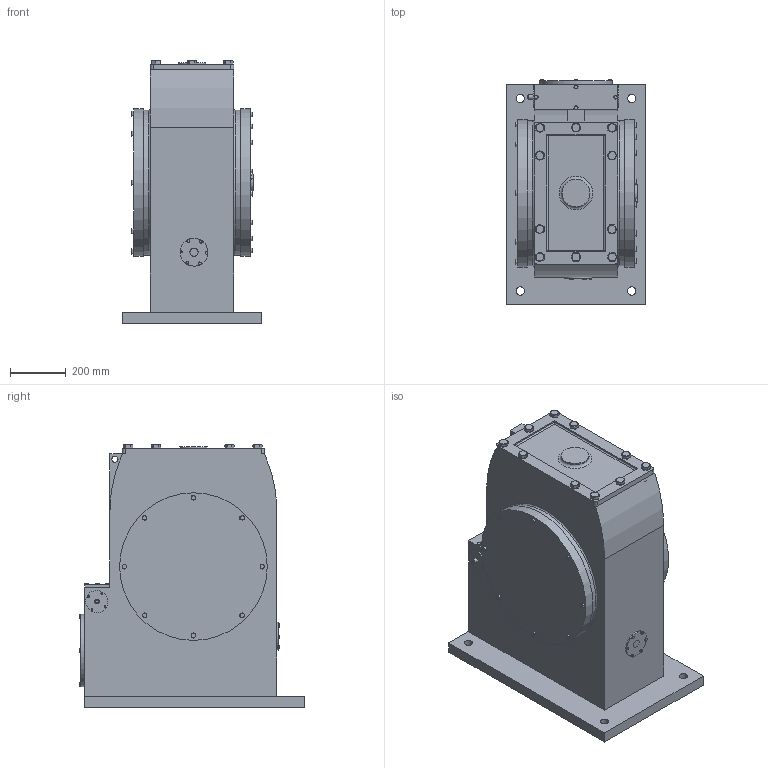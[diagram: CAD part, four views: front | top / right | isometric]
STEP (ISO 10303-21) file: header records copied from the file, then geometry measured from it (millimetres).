
FILE_DESCRIPTION(('FreeCAD Model'),'2;1');
FILE_NAME('Open CASCADE Shape Model','2025-05-02T14:24:53',('FreeCAD'),( 'FreeCAD'),'Open CASCADE STEP processor 7.6','FreeCAD','Unknown');
FILE_SCHEMA(('AUTOMOTIVE_DESIGN { 1 0 10303 214 1 1 1 1 }'));
Products named in the file (1): Open CASCADE STEP translator 7.6 1
Bounding box: 500 x 810.3 x 942.5 mm (x, y, z)
Volume: 123998265.1 mm3; surface area: 5943386.5 mm2
Topology: 48 solids, 72 shells, 1322 faces, 3146 edges, 2045 vertices
Faces by surface type: plane 578, cylinder 412, cone 124, torus 112, bspline 96
Full cylindrical faces by diameter (mm): 1.6 x1, 2 x8, 2.5 x8, 4 x2, 6 x18, 7 x1, 8 x19, 10 x24, 10.106 x2, 17 x3, 20 x15, 22 x3, 25 x10, 26 x2, 30 x4, 30.277 x2, 32 x1, 32.411 x2, 35 x4, 37 x1, 38 x1, 43 x2, 45.069 x2, 52 x1, 55 x1, 55.013 x2, 57 x6, 80 x6, 100 x2, 230 x3
Entity records: 617154 total; most frequent: CARTESIAN_POINT 588557, ORIENTED_EDGE 6294, DIRECTION 5149, EDGE_CURVE 3141, AXIS2_PLACEMENT_3D 2192, VERTEX_POINT 2039, FACE_BOUND 1573, EDGE_LOOP 1573
